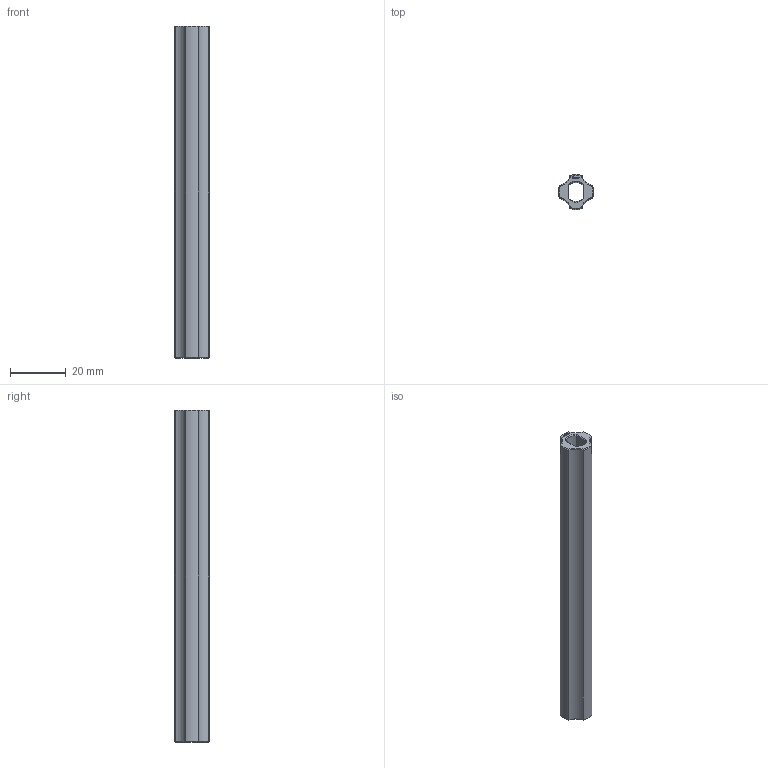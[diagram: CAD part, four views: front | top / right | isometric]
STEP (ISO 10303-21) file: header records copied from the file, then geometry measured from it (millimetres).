
FILE_DESCRIPTION(('FreeCAD Model'),'2;1');
FILE_NAME('Open CASCADE Shape Model','2024-01-01T12:24:50',(''),(''), 'Open CASCADE STEP processor 7.6','FreeCAD','Unknown');
FILE_SCHEMA(('AUTOMOTIVE_DESIGN { 1 0 10303 214 1 1 1 1 }'));
Length unit declared in the file: millimetre
Products named in the file (1): Spacer FXD BU01.00x09.50 - SPN-SPR-0041 (stemfie.org)
Bounding box: 12.47 x 12.47 x 118.75 mm (x, y, z)
Volume: 8691.9 mm3; surface area: 7332.4 mm2
Topology: 1 solids, 1 shells, 512 faces, 1407 edges, 930 vertices
Faces by surface type: plane 324, extrusion 158, cone 20, cylinder 10
Entity records: 34696 total; most frequent: CARTESIAN_POINT 7444, DIRECTION 4481, VECTOR 3615, LINE 3457, ORIENTED_EDGE 2814, PCURVE 2814, DEFINITIONAL_REPRESENTATION 2814, EDGE_CURVE 1407
